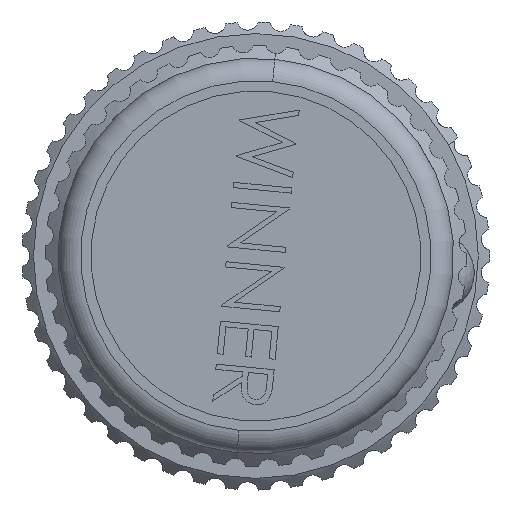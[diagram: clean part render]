
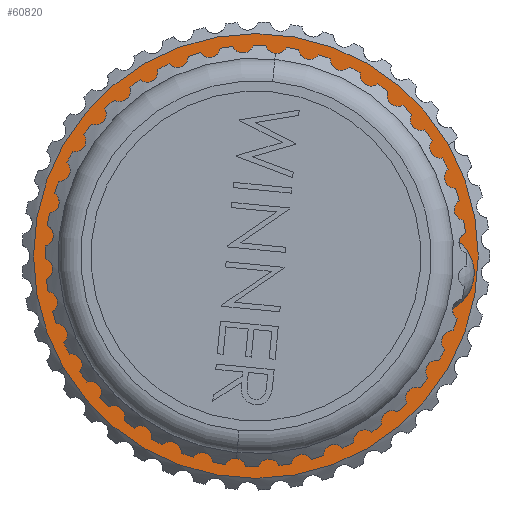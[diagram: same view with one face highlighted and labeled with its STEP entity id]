
A CAD part, left-side view. The second image highlights one B-rep face of the part: STEP entity #60820.
In plain terms, the highlighted planar face has unit normal (-1, 0, 0).
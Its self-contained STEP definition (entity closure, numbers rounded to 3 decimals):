
#475 = ORIENTED_EDGE ( 'NONE', *, *, #62974, .F. ) ;
#3062 = CARTESIAN_POINT ( 'NONE',  ( -7.9, 7.413, -4.28 ) ) ;
#6438 = CIRCLE ( 'NONE', #6865, 8.56 ) ;
#6572 = ORIENTED_EDGE ( 'NONE', *, *, #45858, .T. ) ;
#6669 = DIRECTION ( 'NONE',  ( -1., 0., 0. ) ) ;
#6865 = AXIS2_PLACEMENT_3D ( 'NONE', #40534, #10508, #30710 ) ;
#9530 = AXIS2_PLACEMENT_3D ( 'NONE', #61212, #6669, #47036 ) ;
#10157 = EDGE_LOOP ( 'NONE', ( #475, #16921 ) ) ;
#10508 = DIRECTION ( 'NONE',  ( -1., 0., 0. ) ) ;
#12496 = DIRECTION ( 'NONE',  ( 0., 0.866, -0.5 ) ) ;
#16921 = ORIENTED_EDGE ( 'NONE', *, *, #38171, .F. ) ;
#17099 = VERTEX_POINT ( 'NONE', #3062 ) ;
#18590 = CIRCLE ( 'NONE', #9530, 15.3 ) ;
#21178 = FACE_OUTER_BOUND ( 'NONE', #51942, .T. ) ;
#28386 = EDGE_CURVE ( 'NONE', #32221, #35650, #40138, .T. ) ;
#29075 = CARTESIAN_POINT ( 'NONE',  ( -7.9, 13.25, -7.65 ) ) ;
#30710 = DIRECTION ( 'NONE',  ( 0., 0.866, -0.5 ) ) ;
#32137 = CIRCLE ( 'NONE', #46555, 8.56 ) ;
#32221 = VERTEX_POINT ( 'NONE', #29075 ) ;
#32565 = DIRECTION ( 'NONE',  ( 0., 0.866, -0.5 ) ) ;
#35650 = VERTEX_POINT ( 'NONE', #62830 ) ;
#36814 = CARTESIAN_POINT ( 'NONE',  ( -7.9, 0., 0. ) ) ;
#38171 = EDGE_CURVE ( 'NONE', #42998, #17099, #6438, .T. ) ;
#38258 = DIRECTION ( 'NONE',  ( -1., 0., 0. ) ) ;
#40138 = CIRCLE ( 'NONE', #44021, 15.3 ) ;
#40534 = CARTESIAN_POINT ( 'NONE',  ( -7.9, 0., 0. ) ) ;
#41767 = DIRECTION ( 'NONE',  ( -1., 0., 0. ) ) ;
#41991 = CARTESIAN_POINT ( 'NONE',  ( -7.9, 0., 0. ) ) ;
#42998 = VERTEX_POINT ( 'NONE', #51644 ) ;
#44021 = AXIS2_PLACEMENT_3D ( 'NONE', #41991, #41767, #32565 ) ;
#45858 = EDGE_CURVE ( 'NONE', #35650, #32221, #18590, .T. ) ;
#46555 = AXIS2_PLACEMENT_3D ( 'NONE', #48803, #38258, #63405 ) ;
#47036 = DIRECTION ( 'NONE',  ( 0., 0.866, -0.5 ) ) ;
#47144 = DIRECTION ( 'NONE',  ( -1., 0., 0. ) ) ;
#48803 = CARTESIAN_POINT ( 'NONE',  ( -7.9, 0., 0. ) ) ;
#51644 = CARTESIAN_POINT ( 'NONE',  ( -7.9, -7.413, 4.28 ) ) ;
#51942 = EDGE_LOOP ( 'NONE', ( #6572, #52064 ) ) ;
#52064 = ORIENTED_EDGE ( 'NONE', *, *, #28386, .T. ) ;
#57156 = PLANE ( 'NONE',  #59439 ) ;
#59439 = AXIS2_PLACEMENT_3D ( 'NONE', #36814, #47144, #12496 ) ;
#60820 = ADVANCED_FACE ( 'NONE', ( #61116, #21178 ), #57156, .T. ) ;
#61116 = FACE_BOUND ( 'NONE', #10157, .T. ) ;
#61212 = CARTESIAN_POINT ( 'NONE',  ( -7.9, 0., 0. ) ) ;
#62830 = CARTESIAN_POINT ( 'NONE',  ( -7.9, -13.25, 7.65 ) ) ;
#62974 = EDGE_CURVE ( 'NONE', #17099, #42998, #32137, .T. ) ;
#63405 = DIRECTION ( 'NONE',  ( 0., 0.866, -0.5 ) ) ;
